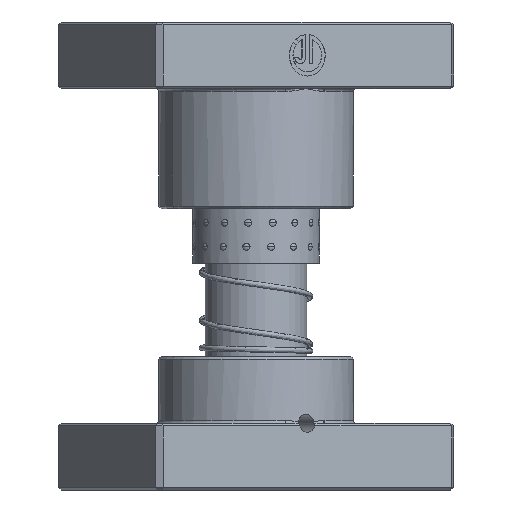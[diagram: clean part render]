
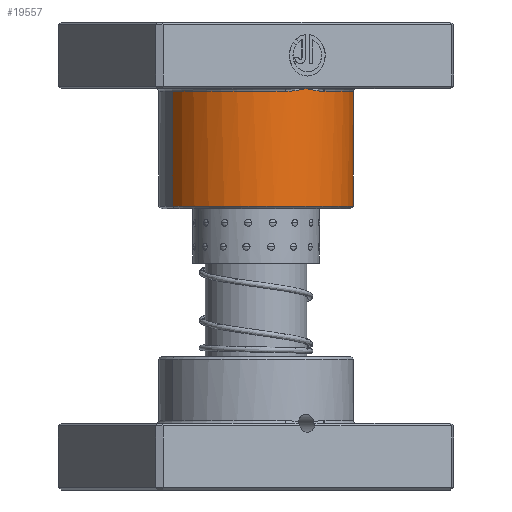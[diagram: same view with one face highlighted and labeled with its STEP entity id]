
A CAD part, front view. The second image highlights one B-rep face of the part: STEP entity #19557.
In plain terms, the highlighted cylindrical face has radius 36.5 mm (diameter 73 mm), a partial arc.
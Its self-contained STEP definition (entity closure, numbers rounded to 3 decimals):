
#165 = EDGE_CURVE ( 'NONE', #24321, #39518, #25865, .T. ) ;
#338 = VERTEX_POINT ( 'NONE', #19758 ) ;
#470 = DIRECTION ( 'NONE',  ( 0., 0., 1. ) ) ;
#1053 = CARTESIAN_POINT ( 'NONE',  ( 2.798, 36.42, 25.47 ) ) ;
#1531 = DIRECTION ( 'NONE',  ( 0., 0., -1. ) ) ;
#2363 = EDGE_CURVE ( 'NONE', #338, #38910, #10457, .T. ) ;
#2521 = DIRECTION ( 'NONE',  ( 0., 0., -1. ) ) ;
#2526 = DIRECTION ( 'NONE',  ( 0., 0., 1. ) ) ;
#2959 = B_SPLINE_CURVE_WITH_KNOTS ( 'NONE', 3,
 ( #17121, #36413, #13867, #39675, #20366, #1053, #23615, #4323 ),
 .UNSPECIFIED., .F., .F.,
 ( 4, 2, 2, 4 ),
 ( 0., 0.002, 0.004, 0.009 ),
 .UNSPECIFIED. ) ;
#3134 = AXIS2_PLACEMENT_3D ( 'NONE', #19755, #470, #23024 ) ;
#3201 = ORIENTED_EDGE ( 'NONE', *, *, #19319, .T. ) ;
#3371 = EDGE_LOOP ( 'NONE', ( #3701, #20462, #33362, #12624, #3201, #37286, #22944 ) ) ;
#3701 = ORIENTED_EDGE ( 'NONE', *, *, #18276, .T. ) ;
#4323 = CARTESIAN_POINT ( 'NONE',  ( 0., 36.5, 25. ) ) ;
#4502 = CARTESIAN_POINT ( 'NONE',  ( -1.4, 36.475, 25.234 ) ) ;
#5268 = CARTESIAN_POINT ( 'NONE',  ( -36.5, 0., 69. ) ) ;
#5566 = DIRECTION ( 'NONE',  ( 0., 0., -1. ) ) ;
#5628 = CIRCLE ( 'NONE', #3134, 36.5 ) ;
#7464 = CARTESIAN_POINT ( 'NONE',  ( 0., 36.5, 25. ) ) ;
#7736 = CARTESIAN_POINT ( 'NONE',  ( -2.798, 36.399, 25.459 ) ) ;
#8823 = DIRECTION ( 'NONE',  ( -1., 0., 0. ) ) ;
#9638 = FACE_OUTER_BOUND ( 'NONE', #3371, .T. ) ;
#10457 = CIRCLE ( 'NONE', #36442, 36.5 ) ;
#10992 = CARTESIAN_POINT ( 'NONE',  ( -4.89, 36.178, 25.754 ) ) ;
#11764 = CARTESIAN_POINT ( 'NONE',  ( 0., 0., 69. ) ) ;
#12624 = ORIENTED_EDGE ( 'NONE', *, *, #12640, .T. ) ;
#12640 = EDGE_CURVE ( 'NONE', #29162, #29985, #2959, .T. ) ;
#12919 = VERTEX_POINT ( 'NONE', #5268 ) ;
#13301 = AXIS2_PLACEMENT_3D ( 'NONE', #11764, #34283, #14987 ) ;
#13867 = CARTESIAN_POINT ( 'NONE',  ( 6.984, 35.833, 25.96 ) ) ;
#14198 = CARTESIAN_POINT ( 'NONE',  ( -6.984, 35.833, 25.96 ) ) ;
#14987 = DIRECTION ( 'NONE',  ( 1., 0., 0. ) ) ;
#16444 = EDGE_CURVE ( 'NONE', #12919, #38910, #26104, .T. ) ;
#17121 = CARTESIAN_POINT ( 'NONE',  ( 8.373, 35.527, 26. ) ) ;
#17442 = CARTESIAN_POINT ( 'NONE',  ( -8.373, 35.527, 26. ) ) ;
#17961 = AXIS2_PLACEMENT_3D ( 'NONE', #31383, #5566, #8823 ) ;
#18276 = EDGE_CURVE ( 'NONE', #12919, #24321, #20401, .T. ) ;
#18303 = VECTOR ( 'NONE', #1531, 1000. ) ;
#19319 = EDGE_CURVE ( 'NONE', #29985, #338, #38917, .T. ) ;
#19557 = ADVANCED_FACE ( 'NONE', ( #9638 ), #25766, .T. ) ;
#19755 = CARTESIAN_POINT ( 'NONE',  ( 0., 0., 26. ) ) ;
#19758 = CARTESIAN_POINT ( 'NONE',  ( -8.373, 35.527, 26. ) ) ;
#20366 = CARTESIAN_POINT ( 'NONE',  ( 4.89, 36.178, 25.754 ) ) ;
#20401 = CIRCLE ( 'NONE', #13301, 36.5 ) ;
#20462 = ORIENTED_EDGE ( 'NONE', *, *, #165, .T. ) ;
#21490 = CARTESIAN_POINT ( 'NONE',  ( 8.373, 35.527, 26. ) ) ;
#21816 = CARTESIAN_POINT ( 'NONE',  ( -36.5, 0., 70. ) ) ;
#21820 = CARTESIAN_POINT ( 'NONE',  ( 0., 0., 26. ) ) ;
#22944 = ORIENTED_EDGE ( 'NONE', *, *, #16444, .F. ) ;
#23024 = DIRECTION ( 'NONE',  ( 1., 0., 0. ) ) ;
#23615 = CARTESIAN_POINT ( 'NONE',  ( 1.403, 36.5, 25.235 ) ) ;
#23793 = CARTESIAN_POINT ( 'NONE',  ( -0.701, 36.495, 25.118 ) ) ;
#24321 = VERTEX_POINT ( 'NONE', #28158 ) ;
#25076 = DIRECTION ( 'NONE',  ( 1., 0., 0. ) ) ;
#25766 = CYLINDRICAL_SURFACE ( 'NONE', #17961, 36.5 ) ;
#25865 = LINE ( 'NONE', #27038, #18303 ) ;
#26104 = LINE ( 'NONE', #21816, #27124 ) ;
#26883 = CARTESIAN_POINT ( 'NONE',  ( -0.349, 36.5, 25.059 ) ) ;
#27030 = CARTESIAN_POINT ( 'NONE',  ( -1.75, 36.46, 25.291 ) ) ;
#27038 = CARTESIAN_POINT ( 'NONE',  ( 36.5, 0., 70. ) ) ;
#27124 = VECTOR ( 'NONE', #2521, 1000. ) ;
#28158 = CARTESIAN_POINT ( 'NONE',  ( 36.5, 0., 69. ) ) ;
#29162 = VERTEX_POINT ( 'NONE', #21490 ) ;
#29985 = VERTEX_POINT ( 'NONE', #33837 ) ;
#30295 = CARTESIAN_POINT ( 'NONE',  ( -3.495, 36.339, 25.565 ) ) ;
#31383 = CARTESIAN_POINT ( 'NONE',  ( 0., 0., 70. ) ) ;
#32716 = CARTESIAN_POINT ( 'NONE',  ( 36.5, 0., 26. ) ) ;
#33362 = ORIENTED_EDGE ( 'NONE', *, *, #37566, .T. ) ;
#33535 = CARTESIAN_POINT ( 'NONE',  ( -5.587, 36.077, 25.837 ) ) ;
#33837 = CARTESIAN_POINT ( 'NONE',  ( 0., 36.5, 25. ) ) ;
#34283 = DIRECTION ( 'NONE',  ( 0., 0., -1. ) ) ;
#36413 = CARTESIAN_POINT ( 'NONE',  ( 7.68, 35.69, 26. ) ) ;
#36442 = AXIS2_PLACEMENT_3D ( 'NONE', #21820, #2526, #25076 ) ;
#36743 = CARTESIAN_POINT ( 'NONE',  ( -7.68, 35.69, 26. ) ) ;
#37286 = ORIENTED_EDGE ( 'NONE', *, *, #2363, .T. ) ;
#37566 = EDGE_CURVE ( 'NONE', #39518, #29162, #5628, .T. ) ;
#38910 = VERTEX_POINT ( 'NONE', #40250 ) ;
#38917 = B_SPLINE_CURVE_WITH_KNOTS ( 'NONE', 3,
 ( #7464, #26883, #23793, #4502, #27030, #7736, #30295, #10992, #33535, #14198, #36743, #17442 ),
 .UNSPECIFIED., .F., .F.,
 ( 4, 2, 2, 2, 2, 4 ),
 ( 0., 0.001, 0.002, 0.004, 0.006, 0.008 ),
 .UNSPECIFIED. ) ;
#39518 = VERTEX_POINT ( 'NONE', #32716 ) ;
#39675 = CARTESIAN_POINT ( 'NONE',  ( 5.587, 36.077, 25.837 ) ) ;
#40250 = CARTESIAN_POINT ( 'NONE',  ( -36.5, 0., 26. ) ) ;
